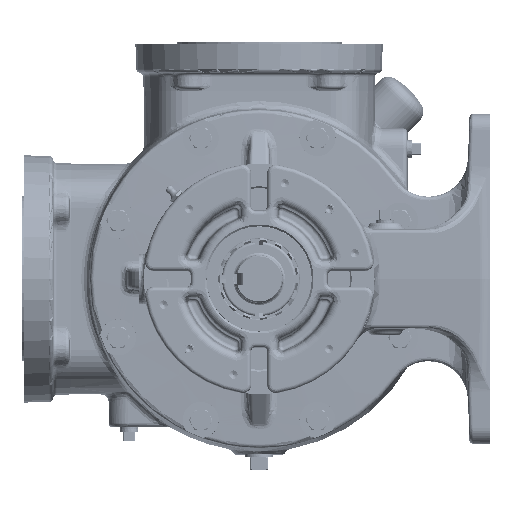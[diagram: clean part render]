
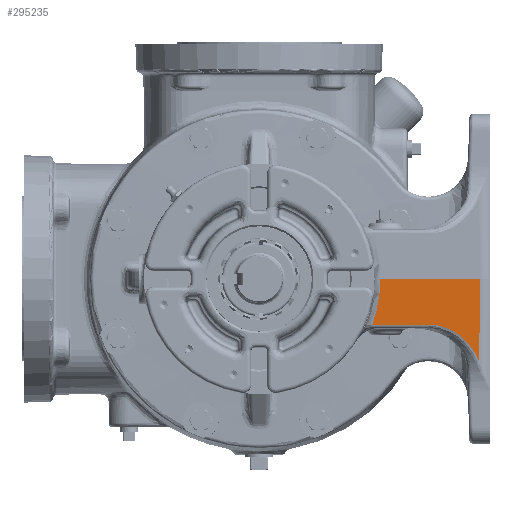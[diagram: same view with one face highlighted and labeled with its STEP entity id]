
A CAD part, left-side view. The second image highlights one B-rep face of the part: STEP entity #295235.
In plain terms, the highlighted planar face has unit normal (-0.642, -0.766, -0.035).
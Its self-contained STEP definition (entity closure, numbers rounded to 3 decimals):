
#18330 = VERTEX_POINT ( 'NONE', #299629 ) ;
#18420 =( BOUNDED_CURVE ( )  B_SPLINE_CURVE ( 3, ( #113105, #71275, #357650, #178387 ),
 .UNSPECIFIED., .F., .F. ) 
 B_SPLINE_CURVE_WITH_KNOTS ( ( 4, 4 ),
 ( 3.102, 3.434 ),
 .UNSPECIFIED. ) 
 CURVE ( )  GEOMETRIC_REPRESENTATION_ITEM ( )  RATIONAL_B_SPLINE_CURVE ( ( 1., 0.991, 0.991, 1. ) ) 
 REPRESENTATION_ITEM ( '' )  );
#20983 = EDGE_CURVE ( 'NONE', #393337, #25762, #424253, .T. ) ;
#25733 = PLANE ( 'NONE',  #53610 ) ;
#25762 = VERTEX_POINT ( 'NONE', #460426 ) ;
#34030 = CARTESIAN_POINT ( 'NONE',  ( -149.757, -169.359, -63.389 ) ) ;
#37143 = ORIENTED_EDGE ( 'NONE', *, *, #340432, .T. ) ;
#53610 = AXIS2_PLACEMENT_3D ( 'NONE', #309812, #451743, #132772 ) ;
#55501 = CARTESIAN_POINT ( 'NONE',  ( -149.757, -169.359, -63.389 ) ) ;
#60642 = CARTESIAN_POINT ( 'NONE',  ( -197.121, -130.903, -35.158 ) ) ;
#60650 = FACE_OUTER_BOUND ( 'NONE', #398522, .T. ) ;
#65584 = CARTESIAN_POINT ( 'NONE',  ( -136.135, -182.077, -35.158 ) ) ;
#69686 = VECTOR ( 'NONE', #424004, 1000. ) ;
#71275 = CARTESIAN_POINT ( 'NONE',  ( -243.205, -93.29, -12.005 ) ) ;
#73670 = CARTESIAN_POINT ( 'NONE',  ( -151.967, -170.39, -0.096 ) ) ;
#90390 = CARTESIAN_POINT ( 'NONE',  ( -176.835, -147.926, -35.158 ) ) ;
#113105 = CARTESIAN_POINT ( 'NONE',  ( -243.769, -93.364, 0. ) ) ;
#118922 = ORIENTED_EDGE ( 'NONE', *, *, #338087, .T. ) ;
#132772 = DIRECTION ( 'NONE',  ( 0.766, -0.643, 0. ) ) ;
#132781 = ORIENTED_EDGE ( 'NONE', *, *, #285552, .T. ) ;
#145869 = DIRECTION ( 'NONE',  ( -0.035, -0.016, 0.999 ) ) ;
#164257 = VECTOR ( 'NONE', #145869, 1000. ) ;
#178387 = CARTESIAN_POINT ( 'NONE',  ( -249.147, -87.248, -35.158 ) ) ;
#212938 = EDGE_CURVE ( 'NONE', #412709, #25762, #320594, .T. ) ;
#232557 = CARTESIAN_POINT ( 'NONE',  ( -159.408, -162.074, -45.545 ) ) ;
#244956 = LINE ( 'NONE', #65584, #69686 ) ;
#285552 = EDGE_CURVE ( 'NONE', #393337, #18330, #18420, .T. ) ;
#295235 = ADVANCED_FACE ( 'Defeatured_0_862', ( #60650 ), #25733, .T. ) ;
#299629 = CARTESIAN_POINT ( 'NONE',  ( -249.147, -87.248, -35.158 ) ) ;
#309812 = CARTESIAN_POINT ( 'NONE',  ( -136.924, -183.017, 0. ) ) ;
#320594 = LINE ( 'NONE', #73670, #164257 ) ;
#329758 = VECTOR ( 'NONE', #389380, 1000. ) ;
#338087 = EDGE_CURVE ( 'NONE', #343016, #412709, #403162, .T. ) ;
#340432 = EDGE_CURVE ( 'NONE', #18330, #343016, #244956, .T. ) ;
#343016 = VERTEX_POINT ( 'NONE', #60642 ) ;
#356763 = CARTESIAN_POINT ( 'NONE',  ( -136.924, -183.017, 0. ) ) ;
#357650 = CARTESIAN_POINT ( 'NONE',  ( -245.014, -91.232, -23.833 ) ) ;
#389380 = DIRECTION ( 'NONE',  ( 0.766, -0.643, 0. ) ) ;
#393337 = VERTEX_POINT ( 'NONE', #455907 ) ;
#398522 = EDGE_LOOP ( 'NONE', ( #424716, #132781, #37143, #118922, #426548 ) ) ;
#403162 =( BOUNDED_CURVE ( )  B_SPLINE_CURVE ( 3, ( #409331, #90390, #232557, #55501 ),
 .UNSPECIFIED., .F., .F. ) 
 B_SPLINE_CURVE_WITH_KNOTS ( ( 4, 4 ),
 ( 1.625, 2.7 ),
 .UNSPECIFIED. ) 
 CURVE ( )  GEOMETRIC_REPRESENTATION_ITEM ( )  RATIONAL_B_SPLINE_CURVE ( ( 1., 0.906, 0.906, 1. ) ) 
 REPRESENTATION_ITEM ( '' )  );
#409331 = CARTESIAN_POINT ( 'NONE',  ( -197.121, -130.903, -35.158 ) ) ;
#412709 = VERTEX_POINT ( 'NONE', #34030 ) ;
#424004 = DIRECTION ( 'NONE',  ( 0.766, -0.643, 0. ) ) ;
#424253 = LINE ( 'NONE', #356763, #329758 ) ;
#424716 = ORIENTED_EDGE ( 'NONE', *, *, #20983, .F. ) ;
#426548 = ORIENTED_EDGE ( 'NONE', *, *, #212938, .T. ) ;
#451743 = DIRECTION ( 'NONE',  ( -0.642, -0.766, -0.035 ) ) ;
#455907 = CARTESIAN_POINT ( 'NONE',  ( -243.769, -93.364, 0. ) ) ;
#460426 = CARTESIAN_POINT ( 'NONE',  ( -151.971, -170.391, 0. ) ) ;
